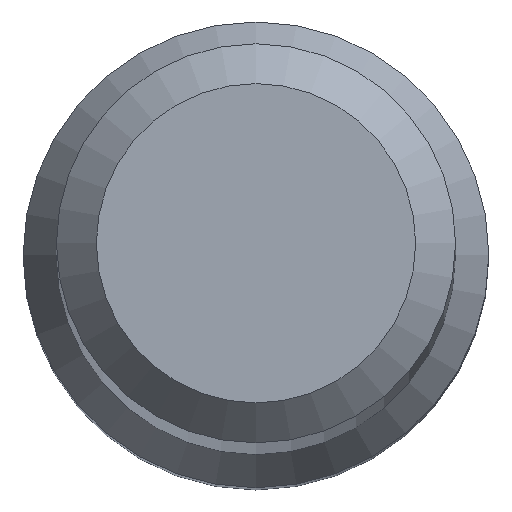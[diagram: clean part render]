
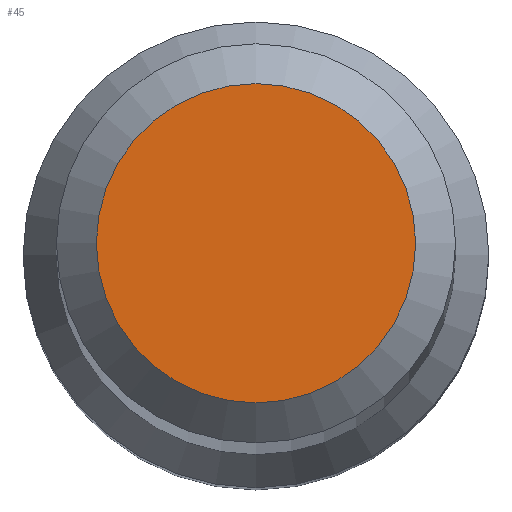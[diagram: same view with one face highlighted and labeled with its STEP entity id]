
A CAD part, top view. The second image highlights one B-rep face of the part: STEP entity #45.
In plain terms, the highlighted planar face has unit normal (0, 0, 1).
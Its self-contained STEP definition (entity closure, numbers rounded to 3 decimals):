
#5 = DIRECTION ( 'NONE',  ( 0., 1., 0. ) ) ;
#45 = ADVANCED_FACE ( 'NONE', ( #133 ), #206, .T. ) ;
#51 = EDGE_LOOP ( 'NONE', ( #74 ) ) ;
#60 = CIRCLE ( 'NONE', #129, 1.6 ) ;
#74 = ORIENTED_EDGE ( 'NONE', *, *, #108, .F. ) ;
#78 = CARTESIAN_POINT ( 'NONE',  ( 0., 1.6, 80. ) ) ;
#98 = AXIS2_PLACEMENT_3D ( 'NONE', #119, #188, #134 ) ;
#108 = EDGE_CURVE ( 'NONE', #227, #227, #60, .T. ) ;
#119 = CARTESIAN_POINT ( 'NONE',  ( 0., 0., 80. ) ) ;
#129 = AXIS2_PLACEMENT_3D ( 'NONE', #197, #170, #5 ) ;
#133 = FACE_OUTER_BOUND ( 'NONE', #51, .T. ) ;
#134 = DIRECTION ( 'NONE',  ( 0., -1., 0. ) ) ;
#170 = DIRECTION ( 'NONE',  ( 0., 0., -1. ) ) ;
#188 = DIRECTION ( 'NONE',  ( 0., 0., 1. ) ) ;
#197 = CARTESIAN_POINT ( 'NONE',  ( 0., 0., 80. ) ) ;
#206 = PLANE ( 'NONE',  #98 ) ;
#227 = VERTEX_POINT ( 'NONE', #78 ) ;
